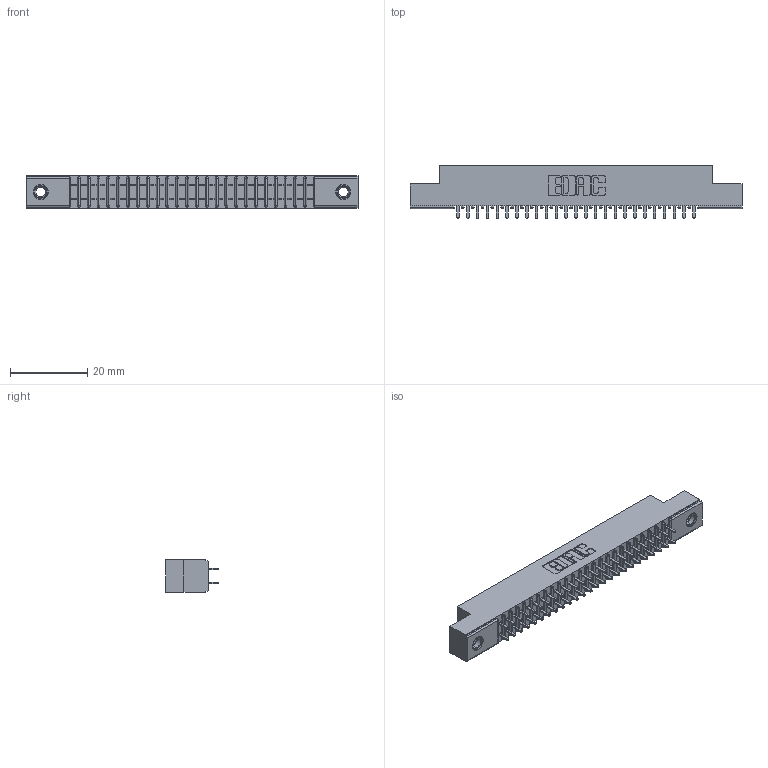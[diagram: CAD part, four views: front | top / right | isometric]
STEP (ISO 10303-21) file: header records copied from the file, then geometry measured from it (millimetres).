
FILE_DESCRIPTION (( 'STEP AP203' ), '1' );
FILE_NAME ('391-050-524-207.STEP', '2018-08-09T05:18:30', ( '' ), ( '' ), 'SwSTEP 2.0', 'SolidWorks 2016', '' );
FILE_SCHEMA (( 'CONFIG_CONTROL_DESIGN' ));
Length unit declared in the file: inch
Products named in the file (4): 341-292-001_341-292-124; 345-250-001_345-250-005-103; 391-050-524-207; 341 Part_.156 (3.96) Dia Mounting Holes
Assembly tree (53 placements, depth 2):
  391-050-524-207
    341 Part_.156 (3.96) Dia Mounting Holes
    341-292-001_341-292-124  x50
    345-250-001_345-250-005-103  x2
Bounding box: 85.72 x 13.64 x 8.38 mm (x, y, z)
Volume: 4854 mm3; surface area: 10238.8 mm2
Topology: 53 solids, 53 shells, 3476 faces, 10027 edges, 6490 vertices
Faces by surface type: plane 2100, cylinder 1260, sphere 52, torus 52, cone 12
Entity records: 33705 total; most frequent: CARTESIAN_POINT 5586, ORIENTED_EDGE 5542, DIRECTION 5443, EDGE_CURVE 2771, VECTOR 2217, LINE 2217, VERTEX_POINT 1756, AXIS2_PLACEMENT_3D 1613
